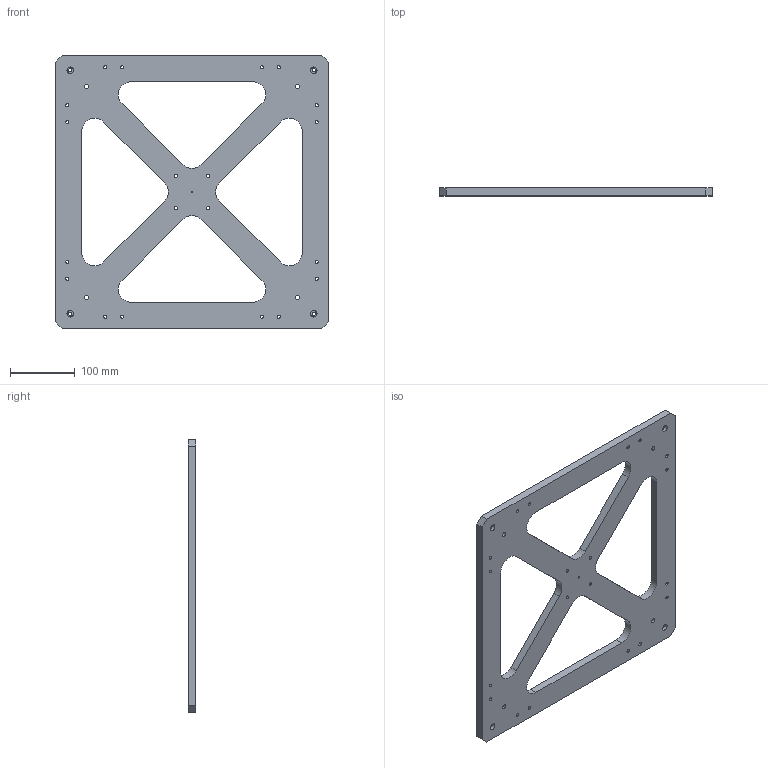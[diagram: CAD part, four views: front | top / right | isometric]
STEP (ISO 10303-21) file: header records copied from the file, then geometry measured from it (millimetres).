
FILE_DESCRIPTION (( 'STEP AP214' ), '1' );
FILE_NAME ('fixation_frame.STEP', '2021-04-15T18:22:29', ( '' ), ( '' ), 'SwSTEP 2.0', 'SolidWorks 2020', '' );
FILE_SCHEMA (( 'AUTOMOTIVE_DESIGN' ));
Length unit declared in the file: millimetre
Products named in the file (1): fixation_frame
Bounding box: 420 x 12 x 420 mm (x, y, z)
Volume: 1191243.5 mm3; surface area: 253073.5 mm2
Topology: 1 solids, 1 shells, 91 faces, 231 edges, 154 vertices
Faces by surface type: cylinder 53, plane 34, cone 4
Full cylindrical faces by diameter (mm): 2.5 x1, 5 x20, 5.5 x4, 6.6 x4, 8 x4, 10 x4, 11 x4
Entity records: 2931 total; most frequent: DIRECTION 476, CARTESIAN_POINT 424, ORIENTED_EDGE 364, EDGE_LOOP 214, AXIS2_PLACEMENT_3D 202, EDGE_CURVE 182, VERTEX_POINT 150, FACE_OUTER_BOUND 132
